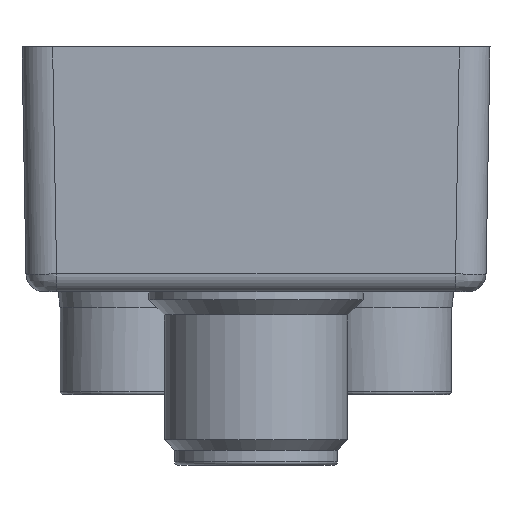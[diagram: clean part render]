
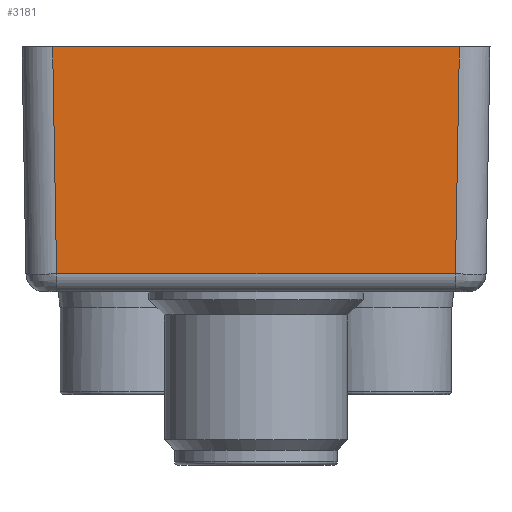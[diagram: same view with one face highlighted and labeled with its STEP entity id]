
A CAD part, front view. The second image highlights one B-rep face of the part: STEP entity #3181.
In plain terms, the highlighted planar face has unit normal (0, -1, -0.018).
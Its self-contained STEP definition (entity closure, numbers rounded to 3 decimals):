
#227=PLANE('',#11936);
#761=LINE('',#21265,#1435);
#762=LINE('',#21268,#1436);
#763=LINE('',#21270,#1437);
#764=LINE('',#21272,#1438);
#1435=VECTOR('',#13693,1.);
#1436=VECTOR('',#13694,1.);
#1437=VECTOR('',#13695,1.);
#1438=VECTOR('',#13696,1.);
#2010=FACE_OUTER_BOUND('',#4411,.T.);
#3181=ADVANCED_FACE('',(#2010),#227,.F.);
#4411=EDGE_LOOP('',(#5628,#5629,#5630,#5631));
#5628=ORIENTED_EDGE('',*,*,#9832,.T.);
#5629=ORIENTED_EDGE('',*,*,#9833,.T.);
#5630=ORIENTED_EDGE('',*,*,#9834,.T.);
#5631=ORIENTED_EDGE('',*,*,#9835,.T.);
#8790=VERTEX_POINT('',#21266);
#8791=VERTEX_POINT('',#21267);
#8792=VERTEX_POINT('',#21269);
#8793=VERTEX_POINT('',#21271);
#9832=EDGE_CURVE('',#8790,#8791,#761,.T.);
#9833=EDGE_CURVE('',#8791,#8792,#762,.T.);
#9834=EDGE_CURVE('',#8792,#8793,#763,.T.);
#9835=EDGE_CURVE('',#8793,#8790,#764,.T.);
#11936=AXIS2_PLACEMENT_3D('',#21273,#13697,#13698);
#13693=DIRECTION('',(1.,0.,0.));
#13694=DIRECTION('',(0.017,-0.017,1.));
#13695=DIRECTION('',(-1.,0.,0.));
#13696=DIRECTION('',(0.017,0.017,-1.));
#13697=DIRECTION('',(0.,1.,0.017));
#13698=DIRECTION('',(0.,0.017,-1.));
#21265=CARTESIAN_POINT('',(0.,2.38,1.179));
#21266=CARTESIAN_POINT('',(-28.021,2.38,1.179));
#21267=CARTESIAN_POINT('',(-1.979,2.38,1.179));
#21268=CARTESIAN_POINT('',(-1.998,2.399,0.077));
#21269=CARTESIAN_POINT('',(-1.72,2.121,16.));
#21270=CARTESIAN_POINT('',(0.,2.121,16.));
#21271=CARTESIAN_POINT('',(-28.28,2.121,16.));
#21272=CARTESIAN_POINT('',(-27.993,2.408,-0.447));
#21273=CARTESIAN_POINT('',(0.,2.4,0.042));
